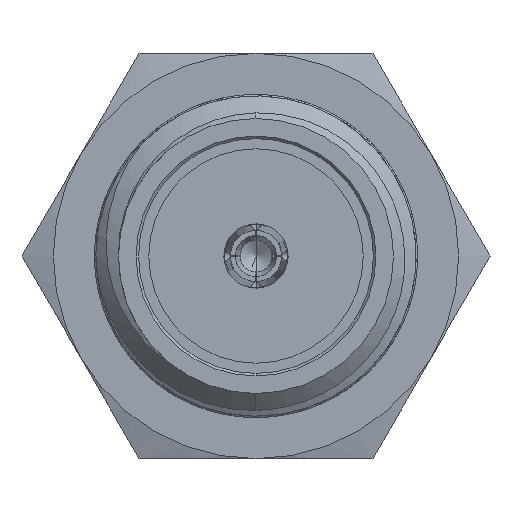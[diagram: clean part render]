
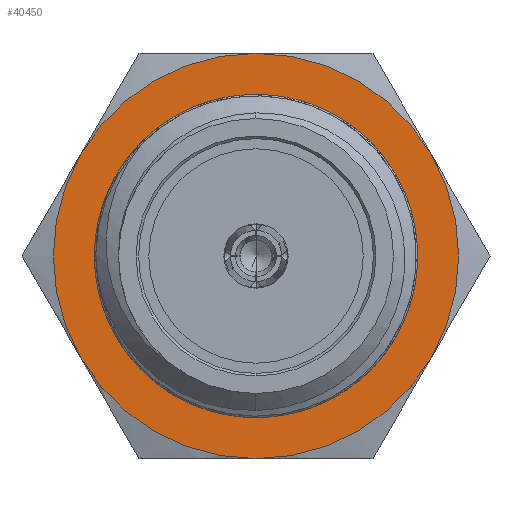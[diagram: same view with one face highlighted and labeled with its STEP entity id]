
A CAD part, left-side view. The second image highlights one B-rep face of the part: STEP entity #40450.
In plain terms, the highlighted planar face has unit normal (-1, 0, 0).
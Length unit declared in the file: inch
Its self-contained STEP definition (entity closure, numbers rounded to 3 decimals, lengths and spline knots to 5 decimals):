
#224 = ORIENTED_EDGE ( 'NONE', *, *, #6682, .T. ) ;
#4106 = AXIS2_PLACEMENT_3D ( 'NONE', #24306, #47250, #12303 ) ;
#4193 = AXIS2_PLACEMENT_3D ( 'NONE', #26263, #19121, #22915 ) ;
#4531 = DIRECTION ( 'NONE',  ( -1., 0., 0. ) ) ;
#4728 = ORIENTED_EDGE ( 'NONE', *, *, #6908, .T. ) ;
#5538 = ORIENTED_EDGE ( 'NONE', *, *, #16896, .T. ) ;
#5981 = EDGE_CURVE ( 'NONE', #16710, #40515, #20755, .T. ) ;
#6053 = DIRECTION ( 'NONE',  ( 0., -1., 0. ) ) ;
#6682 = EDGE_CURVE ( 'NONE', #40515, #46692, #50055, .T. ) ;
#6908 = EDGE_CURVE ( 'NONE', #31595, #28860, #38685, .T. ) ;
#8681 = DIRECTION ( 'NONE',  ( 1., 0., 0. ) ) ;
#9854 = CARTESIAN_POINT ( 'NONE',  ( 0.31496, 0., 0. ) ) ;
#9920 = CIRCLE ( 'NONE', #16459, 0.106 ) ;
#10655 = AXIS2_PLACEMENT_3D ( 'NONE', #28092, #35757, #43632 ) ;
#11472 = FACE_BOUND ( 'NONE', #32003, .T. ) ;
#12303 = DIRECTION ( 'NONE',  ( 0., -1., 0. ) ) ;
#12886 = CARTESIAN_POINT ( 'NONE',  ( 0.31496, 0., 0. ) ) ;
#13088 = CIRCLE ( 'NONE', #25289, 0.15625 ) ;
#14765 = AXIS2_PLACEMENT_3D ( 'NONE', #39968, #31813, #47359 ) ;
#14956 = ORIENTED_EDGE ( 'NONE', *, *, #22971, .T. ) ;
#15006 = CARTESIAN_POINT ( 'NONE',  ( 0.31496, -0.13532, 0.07812 ) ) ;
#15608 = CIRCLE ( 'NONE', #4193, 0.15625 ) ;
#15695 = VERTEX_POINT ( 'NONE', #21957 ) ;
#16459 = AXIS2_PLACEMENT_3D ( 'NONE', #35511, #8681, #24002 ) ;
#16477 = DIRECTION ( 'NONE',  ( -1., 0., 0. ) ) ;
#16710 = VERTEX_POINT ( 'NONE', #46121 ) ;
#16896 = EDGE_CURVE ( 'NONE', #46692, #35298, #13088, .T. ) ;
#19121 = DIRECTION ( 'NONE',  ( -1., 0., 0. ) ) ;
#19698 = VERTEX_POINT ( 'NONE', #47665 ) ;
#20755 = CIRCLE ( 'NONE', #34606, 0.15625 ) ;
#21957 = CARTESIAN_POINT ( 'NONE',  ( 0.31496, 0.106, 0. ) ) ;
#22915 = DIRECTION ( 'NONE',  ( 0., -1., 0. ) ) ;
#22971 = EDGE_CURVE ( 'NONE', #15695, #19698, #9920, .T. ) ;
#23287 = ORIENTED_EDGE ( 'NONE', *, *, #45295, .T. ) ;
#23905 = CARTESIAN_POINT ( 'NONE',  ( 0.31496, 0.13532, -0.07812 ) ) ;
#24002 = DIRECTION ( 'NONE',  ( 0., 1., 0. ) ) ;
#24306 = CARTESIAN_POINT ( 'NONE',  ( 0.31496, 0., 0. ) ) ;
#25289 = AXIS2_PLACEMENT_3D ( 'NONE', #9854, #25431, #26183 ) ;
#25431 = DIRECTION ( 'NONE',  ( -1., 0., 0. ) ) ;
#25640 = ORIENTED_EDGE ( 'NONE', *, *, #40129, .T. ) ;
#25710 = DIRECTION ( 'NONE',  ( -1., 0., 0. ) ) ;
#26183 = DIRECTION ( 'NONE',  ( 0., 0., 1. ) ) ;
#26263 = CARTESIAN_POINT ( 'NONE',  ( 0.31496, 0., 0. ) ) ;
#27716 = EDGE_CURVE ( 'NONE', #19698, #15695, #44099, .T. ) ;
#28092 = CARTESIAN_POINT ( 'NONE',  ( 0.31496, 0.106, 0. ) ) ;
#28860 = VERTEX_POINT ( 'NONE', #30440 ) ;
#29692 = AXIS2_PLACEMENT_3D ( 'NONE', #37197, #25710, #6053 ) ;
#30440 = CARTESIAN_POINT ( 'NONE',  ( 0.31496, 0., -0.15625 ) ) ;
#31595 = VERTEX_POINT ( 'NONE', #23905 ) ;
#31813 = DIRECTION ( 'NONE',  ( 1., 0., 0. ) ) ;
#31851 = DIRECTION ( 'NONE',  ( 0., -1., 0. ) ) ;
#31902 = FACE_OUTER_BOUND ( 'NONE', #36371, .T. ) ;
#32003 = EDGE_LOOP ( 'NONE', ( #14956, #45446 ) ) ;
#34606 = AXIS2_PLACEMENT_3D ( 'NONE', #12886, #16477, #36387 ) ;
#35298 = VERTEX_POINT ( 'NONE', #48827 ) ;
#35503 = ORIENTED_EDGE ( 'NONE', *, *, #5981, .T. ) ;
#35511 = CARTESIAN_POINT ( 'NONE',  ( 0.31496, 0., 0. ) ) ;
#35757 = DIRECTION ( 'NONE',  ( -1., 0., 0. ) ) ;
#36371 = EDGE_LOOP ( 'NONE', ( #35503, #224, #5538, #25640, #4728, #23287 ) ) ;
#36387 = DIRECTION ( 'NONE',  ( 0., -1., 0. ) ) ;
#37197 = CARTESIAN_POINT ( 'NONE',  ( 0.31496, 0., 0. ) ) ;
#37745 = CARTESIAN_POINT ( 'NONE',  ( 0.31496, 0., 0. ) ) ;
#38685 = CIRCLE ( 'NONE', #29692, 0.15625 ) ;
#38808 = PLANE ( 'NONE',  #10655 ) ;
#39968 = CARTESIAN_POINT ( 'NONE',  ( 0.31496, 0., 0. ) ) ;
#40129 = EDGE_CURVE ( 'NONE', #35298, #31595, #47283, .T. ) ;
#40450 = ADVANCED_FACE ( 'NONE', ( #11472, #31902 ), #38808, .T. ) ;
#40515 = VERTEX_POINT ( 'NONE', #15006 ) ;
#43632 = DIRECTION ( 'NONE',  ( 0., -1., 0. ) ) ;
#44099 = CIRCLE ( 'NONE', #14765, 0.106 ) ;
#45295 = EDGE_CURVE ( 'NONE', #28860, #16710, #15608, .T. ) ;
#45446 = ORIENTED_EDGE ( 'NONE', *, *, #27716, .T. ) ;
#45564 = CARTESIAN_POINT ( 'NONE',  ( 0.31496, 0., 0.15625 ) ) ;
#46121 = CARTESIAN_POINT ( 'NONE',  ( 0.31496, -0.13532, -0.07812 ) ) ;
#46692 = VERTEX_POINT ( 'NONE', #45564 ) ;
#47250 = DIRECTION ( 'NONE',  ( -1., 0., 0. ) ) ;
#47283 = CIRCLE ( 'NONE', #4106, 0.15625 ) ;
#47359 = DIRECTION ( 'NONE',  ( 0., 1., 0. ) ) ;
#47628 = AXIS2_PLACEMENT_3D ( 'NONE', #37745, #4531, #31851 ) ;
#47665 = CARTESIAN_POINT ( 'NONE',  ( 0.31496, -0.106, 0. ) ) ;
#48827 = CARTESIAN_POINT ( 'NONE',  ( 0.31496, 0.13532, 0.07813 ) ) ;
#50055 = CIRCLE ( 'NONE', #47628, 0.15625 ) ;
